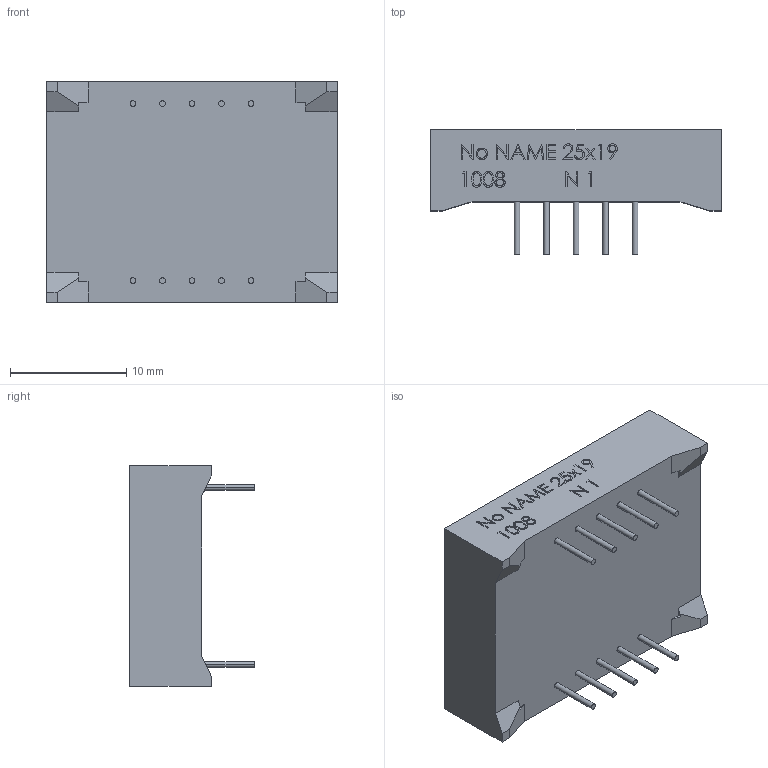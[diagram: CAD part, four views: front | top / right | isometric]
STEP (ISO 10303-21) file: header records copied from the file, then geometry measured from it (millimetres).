
FILE_DESCRIPTION (( 'STEP AP214' ), '1' );
FILE_NAME ('2x7_Seg_25x19.STEP', '2020-05-14T20:08:15', ( 'kot' ), ( '' ), 'SwSTEP 2.0', 'SolidWorks 2018', '' );
FILE_SCHEMA (( 'AUTOMOTIVE_DESIGN' ));
Length unit declared in the file: millimetre
Products named in the file (1): 2x7_Seg_25x19
Bounding box: 25 x 10.7 x 19.01 mm (x, y, z)
Volume: 2963.7 mm3; surface area: 2953.3 mm2
Topology: 44 solids, 44 shells, 503 faces, 1197 edges, 798 vertices
Faces by surface type: plane 407, bspline 68, cylinder 28
Entity records: 23110 total; most frequent: CARTESIAN_POINT 7167, ORIENTED_EDGE 2394, DIRECTION 1989, EDGE_CURVE 1197, VECTOR 1005, LINE 1005, VERTEX_POINT 798, EDGE_LOOP 533
